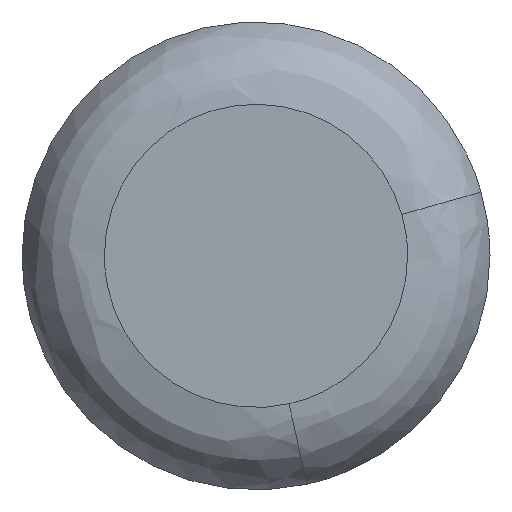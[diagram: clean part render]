
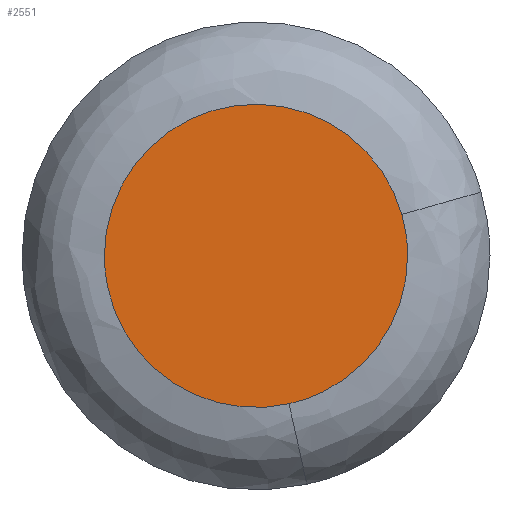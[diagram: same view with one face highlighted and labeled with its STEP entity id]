
A CAD part, top view. The second image highlights one B-rep face of the part: STEP entity #2551.
In plain terms, the highlighted free-form (B-spline) face has degree [1, 1] with [2, 2] control points.
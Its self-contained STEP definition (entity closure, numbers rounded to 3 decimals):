
#73=CARTESIAN_POINT('',(0.775,-3.478,1.5));
#74=VERTEX_POINT('',#73);
#75=CARTESIAN_POINT('',(-3.564,0.0,1.5));
#76=VERTEX_POINT('',#75);
#77=CARTESIAN_POINT('',(0.775,-3.478,1.5));
#78=CARTESIAN_POINT('',(0.491,-3.542,1.5));
#79=CARTESIAN_POINT('',(0.05,-3.584,1.5));
#80=CARTESIAN_POINT('',(-0.605,-3.526,1.5));
#81=CARTESIAN_POINT('',(-1.131,-3.396,1.5));
#82=CARTESIAN_POINT('',(-1.613,-3.189,1.5));
#83=CARTESIAN_POINT('',(-1.985,-2.968,1.5));
#84=CARTESIAN_POINT('',(-2.311,-2.723,1.5));
#85=CARTESIAN_POINT('',(-2.643,-2.408,1.5));
#86=CARTESIAN_POINT('',(-2.99,-1.971,1.5));
#87=CARTESIAN_POINT('',(-3.294,-1.414,1.5));
#88=CARTESIAN_POINT('',(-3.511,-0.739,1.5));
#89=CARTESIAN_POINT('',(-3.564,-0.257,1.5));
#90=CARTESIAN_POINT('',(-3.564,0.0,1.5));
#91=B_SPLINE_CURVE_WITH_KNOTS('',3,(#77,#78,#79,#80,#81,#82,#83,#84,#85,#86,#87,#88,#89,#90),.UNSPECIFIED.,.F.,.U.,(4,1,1,1,1,1,1,1,1,1,1,4),(0.,0.872,1.321,1.968,2.492,2.89,3.264,3.713,4.261,4.934,5.606,6.379),.UNSPECIFIED.);
#92=EDGE_CURVE('',#74,#76,#91,.T.);
#94=CARTESIAN_POINT('',(3.428,0.973,1.5));
#95=VERTEX_POINT('',#94);
#96=CARTESIAN_POINT('',(-3.564,0.0,1.5));
#97=CARTESIAN_POINT('',(-3.564,0.186,1.5));
#98=CARTESIAN_POINT('',(-3.539,0.492,1.5));
#99=CARTESIAN_POINT('',(-3.444,0.948,1.5));
#100=CARTESIAN_POINT('',(-3.31,1.346,1.5));
#101=CARTESIAN_POINT('',(-3.124,1.729,1.5));
#102=CARTESIAN_POINT('',(-2.879,2.118,1.5));
#103=CARTESIAN_POINT('',(-2.537,2.527,1.5));
#104=CARTESIAN_POINT('',(-2.089,2.907,1.5));
#105=CARTESIAN_POINT('',(-1.568,3.218,1.5));
#106=CARTESIAN_POINT('',(-1.028,3.43,1.5));
#107=CARTESIAN_POINT('',(-0.408,3.559,1.5));
#108=CARTESIAN_POINT('',(0.16,3.575,1.5));
#109=CARTESIAN_POINT('',(0.708,3.503,1.5));
#110=CARTESIAN_POINT('',(1.255,3.355,1.5));
#111=CARTESIAN_POINT('',(1.774,3.11,1.5));
#112=CARTESIAN_POINT('',(2.239,2.786,1.5));
#113=CARTESIAN_POINT('',(2.587,2.466,1.5));
#114=CARTESIAN_POINT('',(2.86,2.138,1.5));
#115=CARTESIAN_POINT('',(3.095,1.783,1.5));
#116=CARTESIAN_POINT('',(3.284,1.409,1.5));
#117=CARTESIAN_POINT('',(3.388,1.113,1.5));
#118=CARTESIAN_POINT('',(3.428,0.973,1.5));
#119=B_SPLINE_CURVE_WITH_KNOTS('',3,(#96,#97,#98,#99,#100,#101,#102,#103,#104,#105,#106,#107,#108,#109,#110,#111,#112,#113,#114,#115,#116,#117,#118),.UNSPECIFIED.,.F.,.U.,(4,1,1,1,1,1,1,1,1,1,1,1,1,1,1,1,1,1,1,1,4),(0.,0.558,0.917,1.396,1.815,2.194,2.772,3.41,3.948,4.587,5.145,5.843,6.281,6.8,7.538,7.996,8.495,8.954,9.273,9.771,10.21),.UNSPECIFIED.);
#120=EDGE_CURVE('',#76,#95,#119,.T.);
#227=CARTESIAN_POINT('',(3.564,0.0,1.5));
#228=VERTEX_POINT('',#227);
#229=CARTESIAN_POINT('',(3.564,0.0,1.5));
#230=CARTESIAN_POINT('',(3.564,-0.213,1.5));
#231=CARTESIAN_POINT('',(3.523,-0.658,1.5));
#232=CARTESIAN_POINT('',(3.334,-1.325,1.5));
#233=CARTESIAN_POINT('',(3.044,-1.885,1.5));
#234=CARTESIAN_POINT('',(2.738,-2.292,1.5));
#235=CARTESIAN_POINT('',(2.459,-2.589,1.5));
#236=CARTESIAN_POINT('',(2.1,-2.895,1.5));
#237=CARTESIAN_POINT('',(1.545,-3.242,1.5));
#238=CARTESIAN_POINT('',(1.063,-3.414,1.5));
#239=CARTESIAN_POINT('',(0.775,-3.478,1.5));
#240=B_SPLINE_CURVE_WITH_KNOTS('',3,(#229,#230,#231,#232,#233,#234,#235,#236,#237,#238,#239),.UNSPECIFIED.,.F.,.U.,(4,1,1,1,1,1,1,1,4),(0.,0.64,1.336,2.07,2.521,2.86,3.292,3.932,4.816),.UNSPECIFIED.);
#241=EDGE_CURVE('',#228,#74,#240,.T.);
#270=CARTESIAN_POINT('',(3.428,0.973,1.5));
#271=CARTESIAN_POINT('',(3.518,0.657,1.5));
#272=CARTESIAN_POINT('',(3.564,0.328,1.5));
#273=CARTESIAN_POINT('',(3.564,0.0,1.5));
#274=B_SPLINE_CURVE_WITH_KNOTS('',3,(#270,#271,#272,#273),.UNSPECIFIED.,.F.,.U.,(4,4),(0.,0.985),.UNSPECIFIED.);
#275=EDGE_CURVE('',#95,#228,#274,.T.);
#2540=CARTESIAN_POINT('',(-3.92,-3.919,1.5));
#2541=CARTESIAN_POINT('',(3.92,-3.919,1.5));
#2542=CARTESIAN_POINT('',(-3.92,3.916,1.5));
#2543=CARTESIAN_POINT('',(3.92,3.916,1.5));
#2544=B_SPLINE_SURFACE_WITH_KNOTS('',1,1,((#2540,#2542),(#2541,#2543)),.UNSPECIFIED.,.F.,.F.,.U.,(2,2),(2,2),(0.0,7.839),(0.0,7.835),.UNSPECIFIED.);
#2545=ORIENTED_EDGE('',*,*,#241,.F.);
#2546=ORIENTED_EDGE('',*,*,#275,.F.);
#2547=ORIENTED_EDGE('',*,*,#120,.F.);
#2548=ORIENTED_EDGE('',*,*,#92,.F.);
#2549=EDGE_LOOP('',(#2545,#2546,#2547,#2548));
#2550=FACE_OUTER_BOUND('',#2549,.T.);
#2551=ADVANCED_FACE('',(#2550),#2544,.T.);
